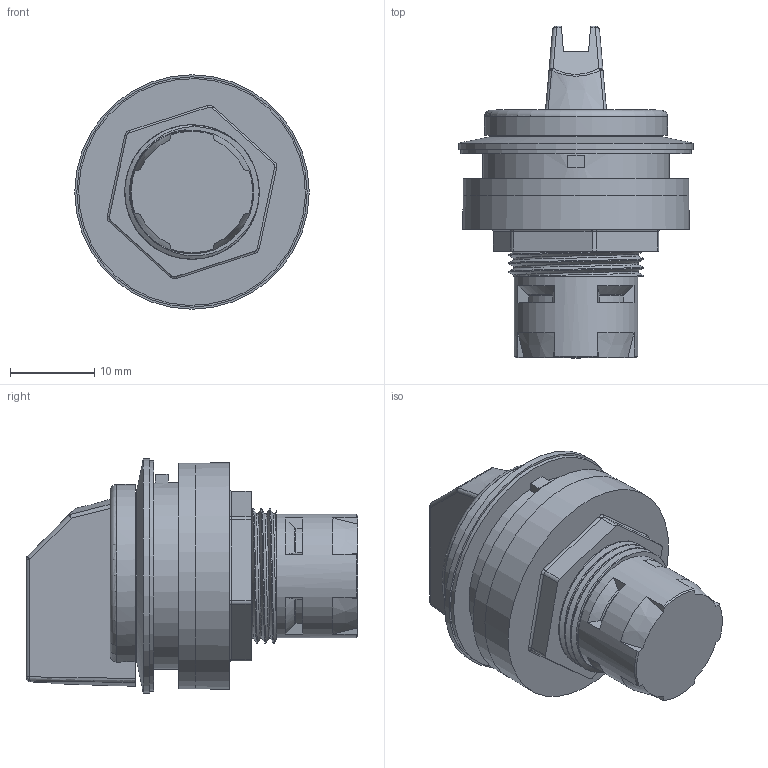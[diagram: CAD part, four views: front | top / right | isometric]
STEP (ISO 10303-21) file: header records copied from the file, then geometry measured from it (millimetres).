
FILE_DESCRIPTION(/* description */ (''),/* implementation_level */ '2;1');
FILE_NAME(/* name */ 'RRJSTB_514.stp',/* time_stamp */ '2016-03-22T10:01:35+01:00',/* author */ ('mharscher'),/* organization */ (''),/* preprocessor_version */ 'ST-DEVELOPER v15.2',/* originating_system */ 'Autodesk Inventor 2014',/* authorisation */ '');
FILE_SCHEMA (('CONFIG_CONTROL_DESIGN'));
Length unit declared in the file: millimetre
Products named in the file (1): STB_514
Bounding box: 27.9 x 39.5 x 27.9 mm (x, y, z)
Volume: 10101.7 mm3; surface area: 5424.8 mm2
Topology: 1 solids, 1 shells, 151 faces, 379 edges, 245 vertices
Faces by surface type: plane 60, cylinder 39, torus 18, cone 18, bspline 10, sphere 6
Full cylindrical faces by diameter (mm): 14.7 x1, 16 x3, 16.5 x1, 20.049 x1, 20.05 x1, 22.2 x1, 25 x1, 26.86 x1, 27.4 x1, 27.9 x1
Entity records: 7372 total; most frequent: CARTESIAN_POINT 4030, ORIENTED_EDGE 694, DIRECTION 677, EDGE_CURVE 347, AXIS2_PLACEMENT_3D 280, VERTEX_POINT 234, EDGE_LOOP 185, ADVANCED_FACE 149
